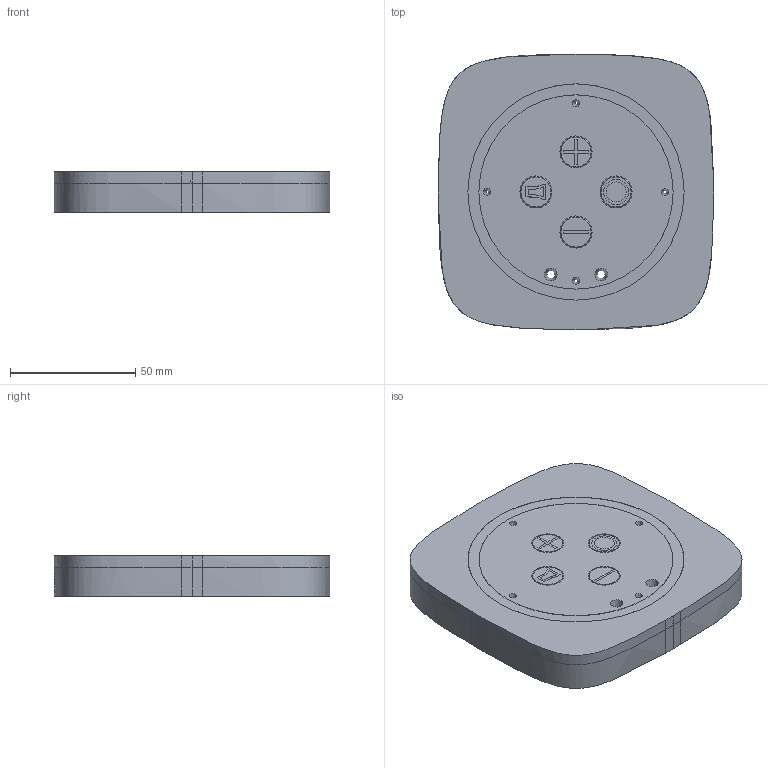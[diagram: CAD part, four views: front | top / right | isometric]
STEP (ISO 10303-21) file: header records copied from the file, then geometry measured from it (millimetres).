
FILE_DESCRIPTION(/* description */ (''),/* implementation_level */ '2;1');
FILE_NAME(/* name */ 'Top Plate - MultiMaterial.step',/* time_stamp */ '2025-12-24T10:30:04+01:00',/* author */ (''),/* organization */ (''),/* preprocessor_version */ 'ST-DEVELOPER v20.1',/* originating_system */ 'Autodesk Translation Framework v14.21.0.0',/* authorisation */ '');
FILE_SCHEMA (('AUTOMOTIVE_DESIGN { 1 0 10303 214 3 1 1 }'));
Length unit declared in the file: millimetre
Products named in the file (10): Squircle Mesh - Top - top ledring multimaterial; Top multimaterial; Buttons multimaterial; Speaker symbol led pipe (2); Speaker symbol (1); Minus symbol (1); Ring symbol (1); Plus symbol (1); LED diffuser multimaterial; LED Ring diffuser
Assembly tree (9 placements, depth 3):
  Squircle Mesh - Top - top ledring multimaterial
    Top multimaterial
    Buttons multimaterial
      Speaker symbol led pipe (2)
      Speaker symbol (1)
      Minus symbol (1)
      Ring symbol (1)
      Plus symbol (1)
    LED diffuser multimaterial
      LED Ring diffuser
Bounding box: 110 x 110 x 16.15 mm (x, y, z)
Volume: 92344.4 mm3; surface area: 41510.4 mm2
Topology: 7 solids, 7 shells, 582 faces, 1593 edges, 1039 vertices
Faces by surface type: plane 363, cylinder 106, bspline 48, cone 47, sphere 16, torus 2
Full cylindrical faces by diameter (mm): 2 x2, 3 x1, 5.4 x4, 6 x1, 8 x2, 8.6 x4, 10 x5, 12 x4, 12.8 x4, 14 x2, 77.603 x1, 77.711 x1, 86.289 x1
Entity records: 22016 total; most frequent: CARTESIAN_POINT 6921, ORIENTED_EDGE 3188, DIRECTION 2994, EDGE_CURVE 1594, AXIS2_PLACEMENT_3D 1049, VERTEX_POINT 1039, LINE 896, VECTOR 896
